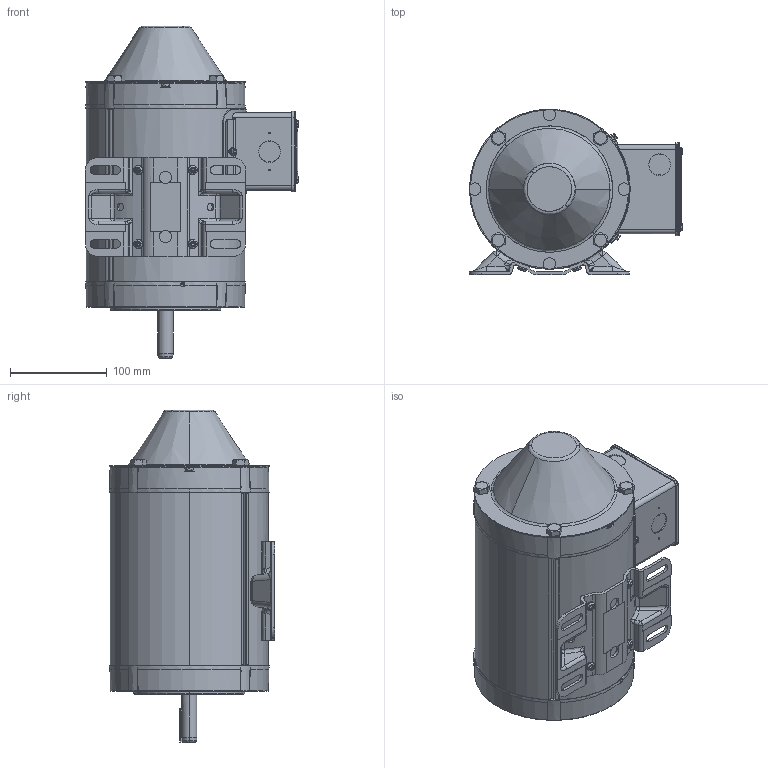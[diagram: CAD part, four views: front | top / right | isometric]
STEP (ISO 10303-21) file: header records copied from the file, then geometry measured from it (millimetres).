
FILE_DESCRIPTION (( 'STEP AP214' ), '1' );
FILE_NAME ('108745-706_RevA red1r1.STEP', '2022-01-06T16:18:06', ( '' ), ( '' ), 'SwSTEP 2.0', 'SolidWorks 2017', '' );
FILE_SCHEMA (( 'AUTOMOTIVE_DESIGN' ));
Length unit declared in the file: inch
Products named in the file (1): 108745-706_RevA red1r1
Bounding box: 219.9 x 170.76 x 342.46 mm (x, y, z)
Volume: 783278.7 mm3; surface area: 594616.6 mm2
Topology: 37 solids, 37 shells, 3523 faces, 9200 edges, 5788 vertices
Faces by surface type: plane 1305, cylinder 812, bspline 788, cone 618
Entity records: 144982 total; most frequent: CARTESIAN_POINT 64077, ORIENTED_EDGE 18304, DIRECTION 14985, EDGE_CURVE 9152, AXIS2_PLACEMENT_3D 5839, VERTEX_POINT 5788, EDGE_LOOP 3776, ADVANCED_FACE 3523
